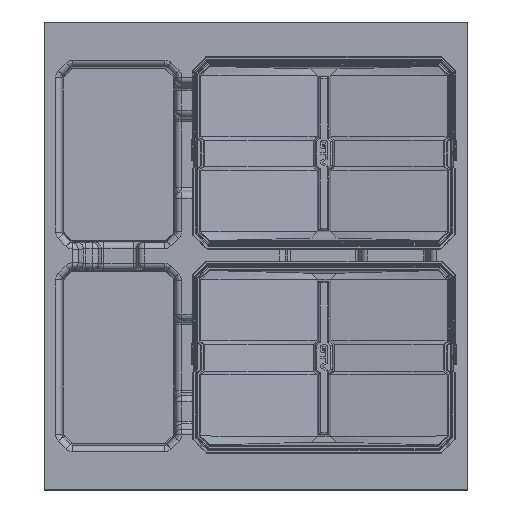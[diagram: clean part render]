
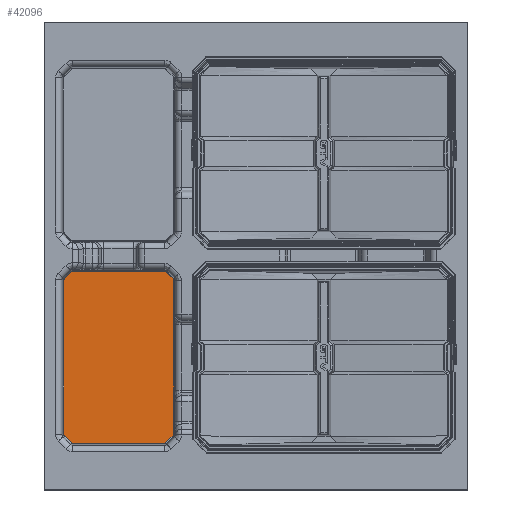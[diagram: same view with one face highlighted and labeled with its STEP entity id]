
A CAD part, top view. The second image highlights one B-rep face of the part: STEP entity #42096.
In plain terms, the highlighted planar face has unit normal (0, 0, 1).
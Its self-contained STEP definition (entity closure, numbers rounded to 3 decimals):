
#4537=(
BOUNDED_CURVE()
B_SPLINE_CURVE(3,(#61485,#61486,#61487,#61488,#61489,#61490),
 .UNSPECIFIED.,.F.,.F.)
B_SPLINE_CURVE_WITH_KNOTS((4,2,4),(2.749,3.142,3.534),
 .UNSPECIFIED.)
CURVE()
GEOMETRIC_REPRESENTATION_ITEM()
RATIONAL_B_SPLINE_CURVE((1.,1.,1.,1.,1.,1.))
REPRESENTATION_ITEM('')
);
#4538=(
BOUNDED_CURVE()
B_SPLINE_CURVE(3,(#61494,#61495,#61496,#61497,#61498,#61499),
 .UNSPECIFIED.,.F.,.F.)
B_SPLINE_CURVE_WITH_KNOTS((4,2,4),(2.749,3.142,3.534),
 .UNSPECIFIED.)
CURVE()
GEOMETRIC_REPRESENTATION_ITEM()
RATIONAL_B_SPLINE_CURVE((1.,1.,1.,1.,1.,1.))
REPRESENTATION_ITEM('')
);
#4539=(
BOUNDED_CURVE()
B_SPLINE_CURVE(3,(#61503,#61504,#61505,#61506,#61507,#61508),
 .UNSPECIFIED.,.F.,.F.)
B_SPLINE_CURVE_WITH_KNOTS((4,2,4),(2.749,3.142,3.534),
 .UNSPECIFIED.)
CURVE()
GEOMETRIC_REPRESENTATION_ITEM()
RATIONAL_B_SPLINE_CURVE((1.,1.,1.,1.,1.,1.))
REPRESENTATION_ITEM('')
);
#4540=(
BOUNDED_CURVE()
B_SPLINE_CURVE(3,(#61512,#61513,#61514,#61515,#61516,#61517),
 .UNSPECIFIED.,.F.,.F.)
B_SPLINE_CURVE_WITH_KNOTS((4,2,4),(2.749,3.142,3.534),
 .UNSPECIFIED.)
CURVE()
GEOMETRIC_REPRESENTATION_ITEM()
RATIONAL_B_SPLINE_CURVE((1.,1.,1.,1.,1.,1.))
REPRESENTATION_ITEM('')
);
#4541=(
BOUNDED_CURVE()
B_SPLINE_CURVE(3,(#61521,#61522,#61523,#61524,#61525,#61526),
 .UNSPECIFIED.,.F.,.F.)
B_SPLINE_CURVE_WITH_KNOTS((4,2,4),(2.749,3.142,3.534),
 .UNSPECIFIED.)
CURVE()
GEOMETRIC_REPRESENTATION_ITEM()
RATIONAL_B_SPLINE_CURVE((1.,1.,1.,1.,1.,1.))
REPRESENTATION_ITEM('')
);
#4542=(
BOUNDED_CURVE()
B_SPLINE_CURVE(3,(#61530,#61531,#61532,#61533,#61534,#61535),
 .UNSPECIFIED.,.F.,.F.)
B_SPLINE_CURVE_WITH_KNOTS((4,2,4),(2.749,3.142,3.534),
 .UNSPECIFIED.)
CURVE()
GEOMETRIC_REPRESENTATION_ITEM()
RATIONAL_B_SPLINE_CURVE((1.,1.,1.,1.,1.,1.))
REPRESENTATION_ITEM('')
);
#4543=(
BOUNDED_CURVE()
B_SPLINE_CURVE(3,(#61539,#61540,#61541,#61542,#61543,#61544),
 .UNSPECIFIED.,.F.,.F.)
B_SPLINE_CURVE_WITH_KNOTS((4,2,4),(2.749,3.142,3.534),
 .UNSPECIFIED.)
CURVE()
GEOMETRIC_REPRESENTATION_ITEM()
RATIONAL_B_SPLINE_CURVE((1.,1.,1.,1.,1.,1.))
REPRESENTATION_ITEM('')
);
#4544=(
BOUNDED_CURVE()
B_SPLINE_CURVE(3,(#61547,#61548,#61549,#61550,#61551,#61552),
 .UNSPECIFIED.,.F.,.F.)
B_SPLINE_CURVE_WITH_KNOTS((4,2,4),(2.749,3.142,3.534),
 .UNSPECIFIED.)
CURVE()
GEOMETRIC_REPRESENTATION_ITEM()
RATIONAL_B_SPLINE_CURVE((1.,1.,1.,1.,1.,1.))
REPRESENTATION_ITEM('')
);
#4681=FACE_OUTER_BOUND('',#7156,.T.);
#7156=EDGE_LOOP('',(#26724,#26725,#26726,#26727,#26728,#26729,#26730,#26731,
#26732,#26733,#26734,#26735,#26736,#26737,#26738,#26739));
#9820=LINE('',#61483,#13170);
#9821=LINE('',#61492,#13171);
#9822=LINE('',#61501,#13172);
#9823=LINE('',#61510,#13173);
#9824=LINE('',#61519,#13174);
#9825=LINE('',#61528,#13175);
#9826=LINE('',#61537,#13176);
#9827=LINE('',#61546,#13177);
#13170=VECTOR('',#48894,1000.);
#13171=VECTOR('',#48895,1000.);
#13172=VECTOR('',#48896,1000.);
#13173=VECTOR('',#48897,1000.);
#13174=VECTOR('',#48898,1000.);
#13175=VECTOR('',#48899,1000.);
#13176=VECTOR('',#48900,1000.);
#13177=VECTOR('',#48901,1000.);
#16580=VERTEX_POINT('',#61481);
#16581=VERTEX_POINT('',#61482);
#16582=VERTEX_POINT('',#61484);
#16583=VERTEX_POINT('',#61491);
#16584=VERTEX_POINT('',#61493);
#16585=VERTEX_POINT('',#61500);
#16586=VERTEX_POINT('',#61502);
#16587=VERTEX_POINT('',#61509);
#16588=VERTEX_POINT('',#61511);
#16589=VERTEX_POINT('',#61518);
#16590=VERTEX_POINT('',#61520);
#16591=VERTEX_POINT('',#61527);
#16592=VERTEX_POINT('',#61529);
#16593=VERTEX_POINT('',#61536);
#16594=VERTEX_POINT('',#61538);
#16595=VERTEX_POINT('',#61545);
#20422=EDGE_CURVE('',#16580,#16581,#9820,.T.);
#20423=EDGE_CURVE('',#16582,#16580,#4537,.T.);
#20424=EDGE_CURVE('',#16583,#16582,#9821,.T.);
#20425=EDGE_CURVE('',#16584,#16583,#4538,.T.);
#20426=EDGE_CURVE('',#16585,#16584,#9822,.T.);
#20427=EDGE_CURVE('',#16586,#16585,#4539,.T.);
#20428=EDGE_CURVE('',#16587,#16586,#9823,.T.);
#20429=EDGE_CURVE('',#16588,#16587,#4540,.T.);
#20430=EDGE_CURVE('',#16589,#16588,#9824,.T.);
#20431=EDGE_CURVE('',#16590,#16589,#4541,.T.);
#20432=EDGE_CURVE('',#16591,#16590,#9825,.T.);
#20433=EDGE_CURVE('',#16592,#16591,#4542,.T.);
#20434=EDGE_CURVE('',#16593,#16592,#9826,.T.);
#20435=EDGE_CURVE('',#16594,#16593,#4543,.T.);
#20436=EDGE_CURVE('',#16595,#16594,#9827,.T.);
#20437=EDGE_CURVE('',#16581,#16595,#4544,.T.);
#26724=ORIENTED_EDGE('',*,*,#20422,.F.);
#26725=ORIENTED_EDGE('',*,*,#20423,.F.);
#26726=ORIENTED_EDGE('',*,*,#20424,.F.);
#26727=ORIENTED_EDGE('',*,*,#20425,.F.);
#26728=ORIENTED_EDGE('',*,*,#20426,.F.);
#26729=ORIENTED_EDGE('',*,*,#20427,.F.);
#26730=ORIENTED_EDGE('',*,*,#20428,.F.);
#26731=ORIENTED_EDGE('',*,*,#20429,.F.);
#26732=ORIENTED_EDGE('',*,*,#20430,.F.);
#26733=ORIENTED_EDGE('',*,*,#20431,.F.);
#26734=ORIENTED_EDGE('',*,*,#20432,.F.);
#26735=ORIENTED_EDGE('',*,*,#20433,.F.);
#26736=ORIENTED_EDGE('',*,*,#20434,.F.);
#26737=ORIENTED_EDGE('',*,*,#20435,.F.);
#26738=ORIENTED_EDGE('',*,*,#20436,.F.);
#26739=ORIENTED_EDGE('',*,*,#20437,.F.);
#38771=PLANE('',#44684);
#42096=ADVANCED_FACE('',(#4681),#38771,.F.);
#44684=AXIS2_PLACEMENT_3D('',#61480,#48892,#48893);
#48892=DIRECTION('center_axis',(0.,0.,-1.));
#48893=DIRECTION('ref_axis',(0.,-1.,0.));
#48894=DIRECTION('',(0.,1.,0.));
#48895=DIRECTION('',(-0.707,0.707,0.));
#48896=DIRECTION('',(-1.,0.,0.));
#48897=DIRECTION('',(-0.707,-0.707,0.));
#48898=DIRECTION('',(0.,-1.,0.));
#48899=DIRECTION('',(0.707,-0.707,0.));
#48900=DIRECTION('',(1.,0.,0.));
#48901=DIRECTION('',(0.707,0.707,0.));
#61480=CARTESIAN_POINT('Origin',(267.262,360.703,2.));
#61481=CARTESIAN_POINT('',(170.752,309.648,2.));
#61482=CARTESIAN_POINT('',(170.752,411.757,2.));
#61483=CARTESIAN_POINT('',(170.752,308.203,2.));
#61484=CARTESIAN_POINT('',(171.484,307.881,2.));
#61485=CARTESIAN_POINT('Ctrl Pts',(171.484,307.881,2.));
#61486=CARTESIAN_POINT('Ctrl Pts',(171.253,308.112,2.));
#61487=CARTESIAN_POINT('Ctrl Pts',(171.067,308.389,2.));
#61488=CARTESIAN_POINT('Ctrl Pts',(170.817,308.994,2.));
#61489=CARTESIAN_POINT('Ctrl Pts',(170.752,309.321,2.));
#61490=CARTESIAN_POINT('Ctrl Pts',(170.752,309.648,2.));
#61491=CARTESIAN_POINT('',(179.44,299.924,2.));
#61492=CARTESIAN_POINT('',(180.462,298.903,2.));
#61493=CARTESIAN_POINT('',(181.207,299.192,2.));
#61494=CARTESIAN_POINT('Ctrl Pts',(181.207,299.192,2.));
#61495=CARTESIAN_POINT('Ctrl Pts',(180.88,299.192,2.));
#61496=CARTESIAN_POINT('Ctrl Pts',(180.553,299.257,2.));
#61497=CARTESIAN_POINT('Ctrl Pts',(179.949,299.508,2.));
#61498=CARTESIAN_POINT('Ctrl Pts',(179.672,299.693,2.));
#61499=CARTESIAN_POINT('Ctrl Pts',(179.44,299.924,2.));
#61500=CARTESIAN_POINT('',(353.317,299.192,2.));
#61501=CARTESIAN_POINT('',(354.762,299.192,2.));
#61502=CARTESIAN_POINT('',(355.084,299.924,2.));
#61503=CARTESIAN_POINT('Ctrl Pts',(355.084,299.924,2.));
#61504=CARTESIAN_POINT('Ctrl Pts',(354.853,299.693,2.));
#61505=CARTESIAN_POINT('Ctrl Pts',(354.576,299.508,2.));
#61506=CARTESIAN_POINT('Ctrl Pts',(353.971,299.257,2.));
#61507=CARTESIAN_POINT('Ctrl Pts',(353.644,299.192,2.));
#61508=CARTESIAN_POINT('Ctrl Pts',(353.317,299.192,2.));
#61509=CARTESIAN_POINT('',(363.04,307.881,2.));
#61510=CARTESIAN_POINT('',(364.062,308.903,2.));
#61511=CARTESIAN_POINT('',(363.772,309.648,2.));
#61512=CARTESIAN_POINT('Ctrl Pts',(363.772,309.648,2.));
#61513=CARTESIAN_POINT('Ctrl Pts',(363.772,309.321,2.));
#61514=CARTESIAN_POINT('Ctrl Pts',(363.707,308.994,2.));
#61515=CARTESIAN_POINT('Ctrl Pts',(363.457,308.389,2.));
#61516=CARTESIAN_POINT('Ctrl Pts',(363.272,308.112,2.));
#61517=CARTESIAN_POINT('Ctrl Pts',(363.04,307.881,2.));
#61518=CARTESIAN_POINT('',(363.772,411.757,2.));
#61519=CARTESIAN_POINT('',(363.772,379.703,2.));
#61520=CARTESIAN_POINT('',(363.04,413.525,2.));
#61521=CARTESIAN_POINT('Ctrl Pts',(363.04,413.525,2.));
#61522=CARTESIAN_POINT('Ctrl Pts',(363.272,413.293,2.));
#61523=CARTESIAN_POINT('Ctrl Pts',(363.457,413.016,2.));
#61524=CARTESIAN_POINT('Ctrl Pts',(363.707,412.412,2.));
#61525=CARTESIAN_POINT('Ctrl Pts',(363.772,412.085,2.));
#61526=CARTESIAN_POINT('Ctrl Pts',(363.772,411.757,2.));
#61527=CARTESIAN_POINT('',(355.084,421.481,2.));
#61528=CARTESIAN_POINT('',(364.062,412.503,2.));
#61529=CARTESIAN_POINT('',(353.317,422.213,2.));
#61530=CARTESIAN_POINT('Ctrl Pts',(353.317,422.213,2.));
#61531=CARTESIAN_POINT('Ctrl Pts',(353.644,422.213,2.));
#61532=CARTESIAN_POINT('Ctrl Pts',(353.971,422.148,2.));
#61533=CARTESIAN_POINT('Ctrl Pts',(354.576,421.897,2.));
#61534=CARTESIAN_POINT('Ctrl Pts',(354.853,421.712,2.));
#61535=CARTESIAN_POINT('Ctrl Pts',(355.084,421.481,2.));
#61536=CARTESIAN_POINT('',(181.207,422.213,2.));
#61537=CARTESIAN_POINT('',(354.762,422.213,2.));
#61538=CARTESIAN_POINT('',(179.44,421.481,2.));
#61539=CARTESIAN_POINT('Ctrl Pts',(179.44,421.481,2.));
#61540=CARTESIAN_POINT('Ctrl Pts',(179.672,421.712,2.));
#61541=CARTESIAN_POINT('Ctrl Pts',(179.949,421.897,2.));
#61542=CARTESIAN_POINT('Ctrl Pts',(180.553,422.148,2.));
#61543=CARTESIAN_POINT('Ctrl Pts',(180.88,422.213,2.));
#61544=CARTESIAN_POINT('Ctrl Pts',(181.207,422.213,2.));
#61545=CARTESIAN_POINT('',(171.484,413.525,2.));
#61546=CARTESIAN_POINT('',(180.462,422.503,2.));
#61547=CARTESIAN_POINT('Ctrl Pts',(170.752,411.757,2.));
#61548=CARTESIAN_POINT('Ctrl Pts',(170.752,412.085,2.));
#61549=CARTESIAN_POINT('Ctrl Pts',(170.817,412.412,2.));
#61550=CARTESIAN_POINT('Ctrl Pts',(171.067,413.016,2.));
#61551=CARTESIAN_POINT('Ctrl Pts',(171.253,413.293,2.));
#61552=CARTESIAN_POINT('Ctrl Pts',(171.484,413.525,2.));
